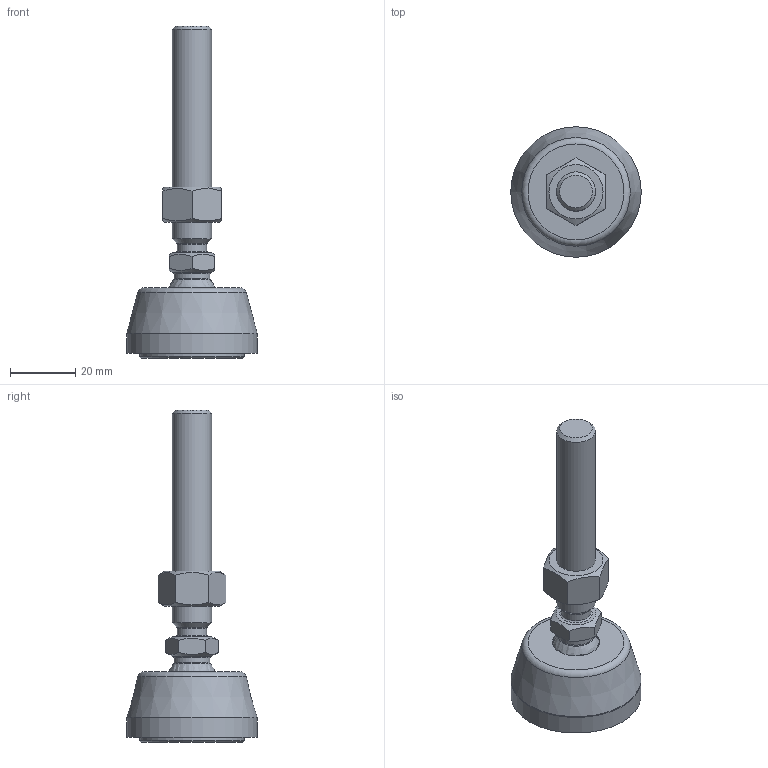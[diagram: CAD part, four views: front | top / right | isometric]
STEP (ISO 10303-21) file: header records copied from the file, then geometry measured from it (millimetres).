
FILE_DESCRIPTION((''),'2;1');
FILE_NAME('404012L.stp','2014-02-13T17:11:28',('AlitecKK'),(''),'Autodesk Inventor 2011','Autodesk Inventor 2011','');
FILE_SCHEMA(('AUTOMOTIVE_DESIGN { 1 0 10303 214 1 1 1 1 }'));
Length unit declared in the file: millimetre
Products named in the file (5): 404012L; 404008-1; 404008-3; ISO4032_M12; Dřík M12x90
Assembly tree (4 placements, depth 2):
  404012L
    404008-1
    404008-3
    ISO4032_M12
    Dřík M12x90
Bounding box: 40 x 40 x 101.81 mm (x, y, z)
Volume: 31179.1 mm3; surface area: 14727.3 mm2
Topology: 4 solids, 4 shells, 105 faces, 253 edges, 166 vertices
Faces by surface type: plane 62, cone 17, sphere 10, cylinder 9, torus 7
Full cylindrical faces by diameter (mm): 9 x1, 10.106 x1, 11 x1, 12 x1, 14 x1, 14.3 x1, 32 x2, 40 x1
Entity records: 3046 total; most frequent: CARTESIAN_POINT 572, DIRECTION 510, ORIENTED_EDGE 438, EDGE_CURVE 219, AXIS2_PLACEMENT_3D 217, VERTEX_POINT 159, EDGE_LOOP 144, FACE_OUTER_BOUND 105
